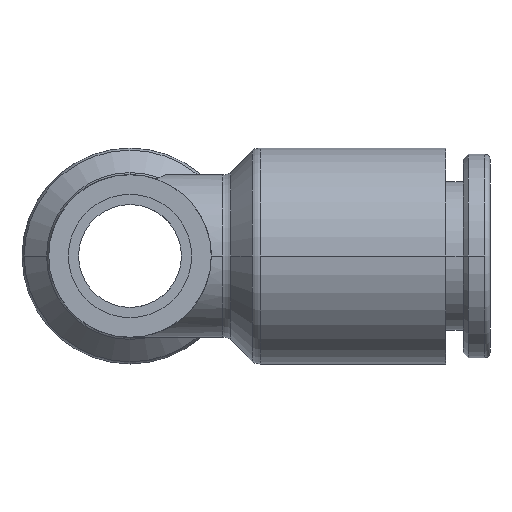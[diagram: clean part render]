
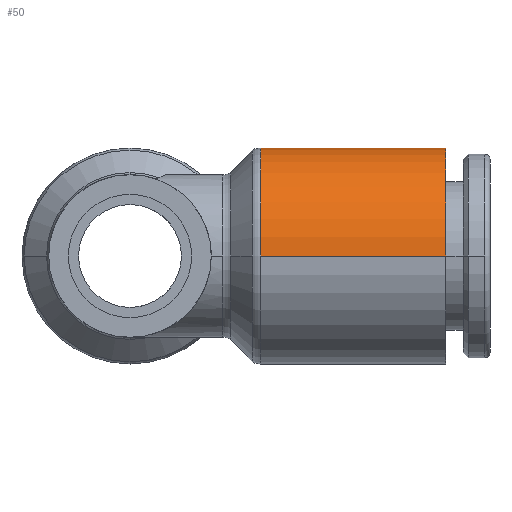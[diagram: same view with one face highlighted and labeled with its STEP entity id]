
A CAD part, front view. The second image highlights one B-rep face of the part: STEP entity #50.
In plain terms, the highlighted cylindrical face has radius 5.25 mm (diameter 10.5 mm), a partial arc.
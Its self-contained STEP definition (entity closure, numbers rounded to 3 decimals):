
#50=ADVANCED_FACE('',(#137),#138,.T.);
#137=FACE_OUTER_BOUND('',#312,.T.);
#138=CYLINDRICAL_SURFACE('',#313,5.25);
#312=EDGE_LOOP('',(#514,#515,#516,#517,#518));
#313=AXIS2_PLACEMENT_3D('',#519,#520,#521);
#514=ORIENTED_EDGE('',*,*,#1173,.F.);
#515=ORIENTED_EDGE('',*,*,#1174,.T.);
#516=ORIENTED_EDGE('',*,*,#1175,.T.);
#517=ORIENTED_EDGE('',*,*,#1176,.F.);
#518=ORIENTED_EDGE('',*,*,#1177,.F.);
#519=CARTESIAN_POINT('',(10.845,21.5,0.0));
#520=DIRECTION('',(1.0,0.0,0.0));
#521=DIRECTION('',(0.0,1.0,0.0));
#1173=EDGE_CURVE('',#1404,#1405,#1406,.T.);
#1174=EDGE_CURVE('',#1404,#1407,#1408,.T.);
#1175=EDGE_CURVE('',#1407,#1409,#1410,.T.);
#1176=EDGE_CURVE('',#1411,#1409,#1412,.T.);
#1177=EDGE_CURVE('',#1405,#1411,#1413,.T.);
#1404=VERTEX_POINT('',#1763);
#1405=VERTEX_POINT('',#1764);
#1406=LINE('',#1765,#1766);
#1407=VERTEX_POINT('',#1767);
#1408=CIRCLE('',#1768,5.25);
#1409=VERTEX_POINT('',#1769);
#1410=CIRCLE('',#1770,5.25);
#1411=VERTEX_POINT('',#1771);
#1412=LINE('',#1772,#1773);
#1413=CIRCLE('',#1774,5.25);
#1763=CARTESIAN_POINT('',(6.345,26.75,0.0));
#1764=CARTESIAN_POINT('',(15.345,26.75,0.0));
#1765=CARTESIAN_POINT('',(10.845,26.75,0.));
#1766=VECTOR('',#2498,1.0);
#1767=CARTESIAN_POINT('',(6.345,21.5,5.25));
#1768=AXIS2_PLACEMENT_3D('',#2499,#2500,#2501);
#1769=CARTESIAN_POINT('',(6.345,16.25,0.));
#1770=AXIS2_PLACEMENT_3D('',#2502,#2503,#2504);
#1771=CARTESIAN_POINT('',(15.345,16.25,0.));
#1772=CARTESIAN_POINT('',(10.845,16.25,0.));
#1773=VECTOR('',#2505,1.0);
#1774=AXIS2_PLACEMENT_3D('',#2506,#2507,#2508);
#2498=DIRECTION('',(1.0,0.0,0.0));
#2499=CARTESIAN_POINT('',(6.345,21.5,0.0));
#2500=DIRECTION('',(1.0,0.0,0.0));
#2501=DIRECTION('',(0.0,1.0,0.0));
#2502=CARTESIAN_POINT('',(6.345,21.5,0.0));
#2503=DIRECTION('',(1.0,0.0,0.0));
#2504=DIRECTION('',(0.0,1.0,0.0));
#2505=DIRECTION('',(-1.0,-0.0,-0.0));
#2506=CARTESIAN_POINT('',(15.345,21.5,0.0));
#2507=DIRECTION('',(1.0,0.0,0.0));
#2508=DIRECTION('',(0.0,1.0,0.0));
